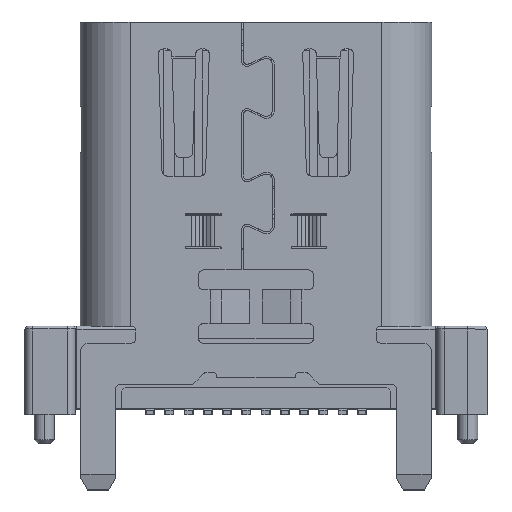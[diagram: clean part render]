
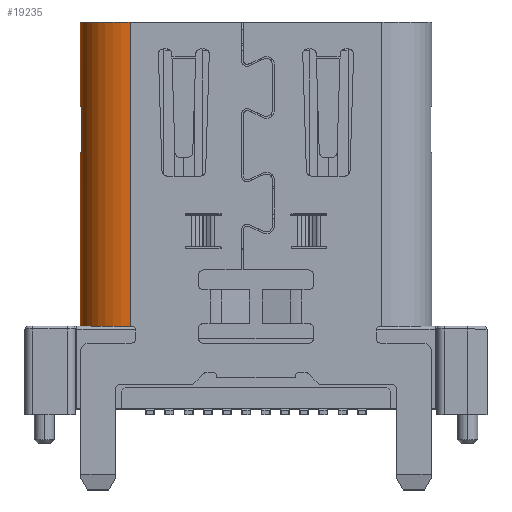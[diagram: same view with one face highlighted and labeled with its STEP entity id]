
A CAD part, top view. The second image highlights one B-rep face of the part: STEP entity #19235.
In plain terms, the highlighted cylindrical face has radius 1.3 mm (diameter 2.6 mm), a partial arc.
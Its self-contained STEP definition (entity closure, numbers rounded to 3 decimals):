
#974 = CARTESIAN_POINT ( 'NONE',  ( -4.544, 8.015, 0.63 ) ) ;
#1295 = ORIENTED_EDGE ( 'NONE', *, *, #13459, .F. ) ;
#2056 = CARTESIAN_POINT ( 'NONE',  ( -4.57, 10.2, 0.37 ) ) ;
#2178 = ORIENTED_EDGE ( 'NONE', *, *, #21808, .T. ) ;
#3603 = CARTESIAN_POINT ( 'NONE',  ( -4.57, 10.2, 0.37 ) ) ;
#3729 = FACE_OUTER_BOUND ( 'NONE', #5098, .T. ) ;
#3920 = DIRECTION ( 'NONE',  ( 0., -1., 0. ) ) ;
#4149 = DIRECTION ( 'NONE',  ( 0., -1., 0. ) ) ;
#4160 = VECTOR ( 'NONE', #36323, 1000. ) ;
#5098 = EDGE_LOOP ( 'NONE', ( #9399, #34296, #28883, #13149, #1295, #17445, #2178, #16008 ) ) ;
#6132 = LINE ( 'NONE', #3603, #35039 ) ;
#6150 = CARTESIAN_POINT ( 'NONE',  ( -4.57, 10.2, 0.37 ) ) ;
#6372 = CARTESIAN_POINT ( 'NONE',  ( -4.544, 6.815, 0.63 ) ) ;
#7822 = EDGE_CURVE ( 'NONE', #14362, #23871, #29484, .T. ) ;
#7872 = CARTESIAN_POINT ( 'NONE',  ( -3.27, 10.2, 1.67 ) ) ;
#7946 = CARTESIAN_POINT ( 'NONE',  ( -4.57, 2.3, 0.37 ) ) ;
#8476 = VECTOR ( 'NONE', #3920, 1000. ) ;
#8792 = VERTEX_POINT ( 'NONE', #15133 ) ;
#9399 = ORIENTED_EDGE ( 'NONE', *, *, #28359, .T. ) ;
#9623 = LINE ( 'NONE', #7872, #17034 ) ;
#10047 = LINE ( 'NONE', #2056, #4160 ) ;
#11163 = VERTEX_POINT ( 'NONE', #6372 ) ;
#11904 = LINE ( 'NONE', #13671, #8476 ) ;
#12515 = VERTEX_POINT ( 'NONE', #7946 ) ;
#13149 = ORIENTED_EDGE ( 'NONE', *, *, #18111, .F. ) ;
#13197 = CIRCLE ( 'NONE', #24457, 1.3 ) ;
#13459 = EDGE_CURVE ( 'NONE', #23871, #32170, #9623, .T. ) ;
#13671 = CARTESIAN_POINT ( 'NONE',  ( -4.544, 10.2, 0.63 ) ) ;
#14362 = VERTEX_POINT ( 'NONE', #6150 ) ;
#15133 = CARTESIAN_POINT ( 'NONE',  ( -4.57, 6.815, 0.37 ) ) ;
#16008 = ORIENTED_EDGE ( 'NONE', *, *, #27151, .T. ) ;
#17034 = VECTOR ( 'NONE', #4149, 1000. ) ;
#17445 = ORIENTED_EDGE ( 'NONE', *, *, #7822, .F. ) ;
#18111 = EDGE_CURVE ( 'NONE', #32170, #12515, #13197, .T. ) ;
#19235 = ADVANCED_FACE ( 'NONE', ( #3729 ), #34637, .T. ) ;
#19395 = DIRECTION ( 'NONE',  ( 0., -1., 0. ) ) ;
#19737 = DIRECTION ( 'NONE',  ( 0., 0., 1. ) ) ;
#19846 = DIRECTION ( 'NONE',  ( 0., 0., -1. ) ) ;
#19986 = CARTESIAN_POINT ( 'NONE',  ( -3.27, 10.2, 0.37 ) ) ;
#20173 = AXIS2_PLACEMENT_3D ( 'NONE', #19986, #38308, #19846 ) ;
#20720 = DIRECTION ( 'NONE',  ( 0., -1., 0. ) ) ;
#21117 = DIRECTION ( 'NONE',  ( 1., 0., 0. ) ) ;
#21808 = EDGE_CURVE ( 'NONE', #14362, #36969, #10047, .T. ) ;
#22331 = AXIS2_PLACEMENT_3D ( 'NONE', #26520, #29252, #35963 ) ;
#22757 = CARTESIAN_POINT ( 'NONE',  ( -3.27, 6.815, 0.37 ) ) ;
#23871 = VERTEX_POINT ( 'NONE', #30496 ) ;
#24027 = CARTESIAN_POINT ( 'NONE',  ( -3.27, 2.3, 1.67 ) ) ;
#24043 = DIRECTION ( 'NONE',  ( 0., 0., -1. ) ) ;
#24457 = AXIS2_PLACEMENT_3D ( 'NONE', #39852, #20720, #21117 ) ;
#26520 = CARTESIAN_POINT ( 'NONE',  ( -3.27, 8.015, 0.37 ) ) ;
#26668 = CARTESIAN_POINT ( 'NONE',  ( -4.57, 8.015, 0.37 ) ) ;
#26981 = EDGE_CURVE ( 'NONE', #8792, #12515, #6132, .T. ) ;
#27151 = EDGE_CURVE ( 'NONE', #36969, #33647, #31110, .T. ) ;
#28359 = EDGE_CURVE ( 'NONE', #33647, #11163, #11904, .T. ) ;
#28862 = CIRCLE ( 'NONE', #31103, 1.3 ) ;
#28883 = ORIENTED_EDGE ( 'NONE', *, *, #26981, .T. ) ;
#29252 = DIRECTION ( 'NONE',  ( 0., 1., 0. ) ) ;
#29484 = CIRCLE ( 'NONE', #20173, 1.3 ) ;
#29777 = DIRECTION ( 'NONE',  ( 0., -1., 0. ) ) ;
#30496 = CARTESIAN_POINT ( 'NONE',  ( -3.27, 10.2, 1.67 ) ) ;
#30609 = EDGE_CURVE ( 'NONE', #11163, #8792, #28862, .T. ) ;
#31103 = AXIS2_PLACEMENT_3D ( 'NONE', #22757, #35463, #19737 ) ;
#31110 = CIRCLE ( 'NONE', #22331, 1.3 ) ;
#32170 = VERTEX_POINT ( 'NONE', #24027 ) ;
#33647 = VERTEX_POINT ( 'NONE', #974 ) ;
#34296 = ORIENTED_EDGE ( 'NONE', *, *, #30609, .T. ) ;
#34637 = CYLINDRICAL_SURFACE ( 'NONE', #38630, 1.3 ) ;
#35039 = VECTOR ( 'NONE', #19395, 1000. ) ;
#35463 = DIRECTION ( 'NONE',  ( 0., -1., 0. ) ) ;
#35963 = DIRECTION ( 'NONE',  ( 0., 0., -1. ) ) ;
#36323 = DIRECTION ( 'NONE',  ( 0., -1., 0. ) ) ;
#36969 = VERTEX_POINT ( 'NONE', #26668 ) ;
#38308 = DIRECTION ( 'NONE',  ( 0., 1., 0. ) ) ;
#38630 = AXIS2_PLACEMENT_3D ( 'NONE', #39220, #29777, #24043 ) ;
#39220 = CARTESIAN_POINT ( 'NONE',  ( -3.27, 10.2, 0.37 ) ) ;
#39852 = CARTESIAN_POINT ( 'NONE',  ( -3.27, 2.3, 0.37 ) ) ;
